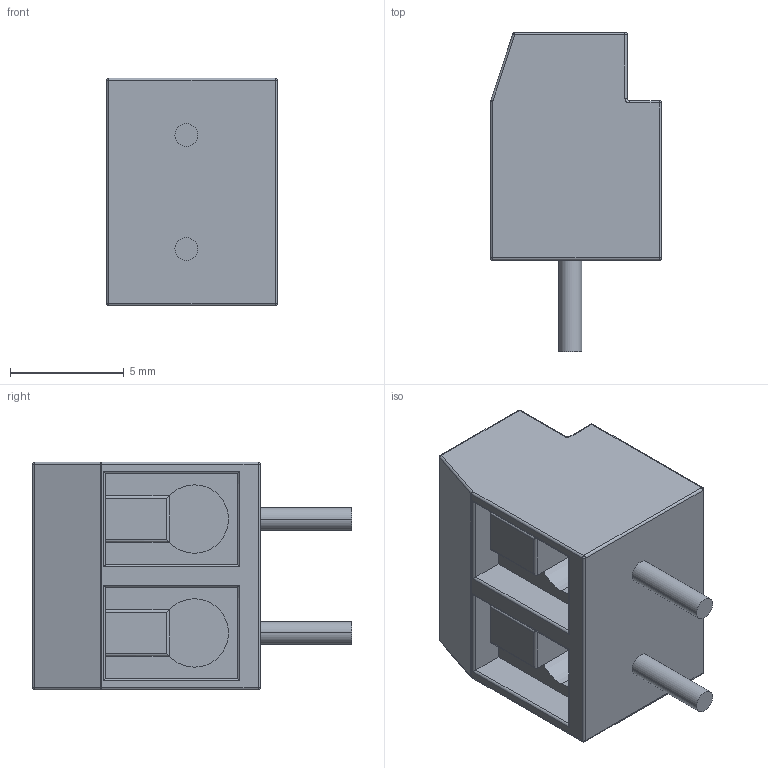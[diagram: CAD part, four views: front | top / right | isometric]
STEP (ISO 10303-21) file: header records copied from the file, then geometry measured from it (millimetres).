
FILE_DESCRIPTION (( 'STEP AP214' ), '1' );
FILE_NAME ('SW3dPS-KRM2.STEP', '2009-10-26T15:30:09', ( 'sysAdmin' ), ( 'SolidWorks' ), 'SwSTEP 2.0', 'SolidWorks 2009', '' );
FILE_SCHEMA (( 'AUTOMOTIVE_DESIGN' ));
Length unit declared in the file: millimetre
Products named in the file (1): SW3dPS-KRM2
Bounding box: 7.5 x 14 x 10 mm (x, y, z)
Volume: 545.3 mm3; surface area: 834.9 mm2
Topology: 3 solids, 3 shells, 121 faces, 281 edges, 162 vertices
Faces by surface type: cylinder 53, plane 45, sphere 12, torus 11
Entity records: 4036 total; most frequent: CARTESIAN_POINT 884, DIRECTION 584, ORIENTED_EDGE 542, EDGE_CURVE 271, AXIS2_PLACEMENT_3D 222, VERTEX_POINT 162, VECTOR 140, LINE 140
